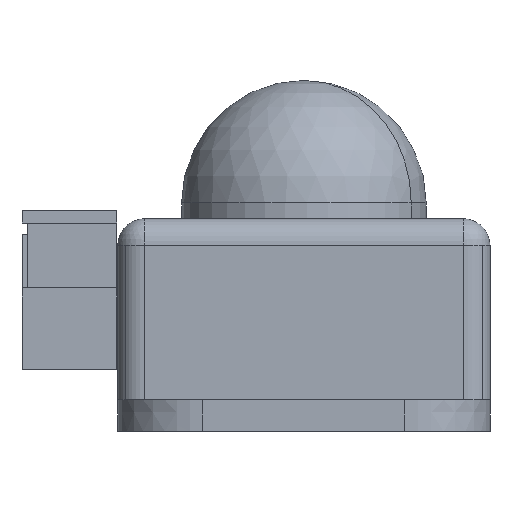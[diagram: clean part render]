
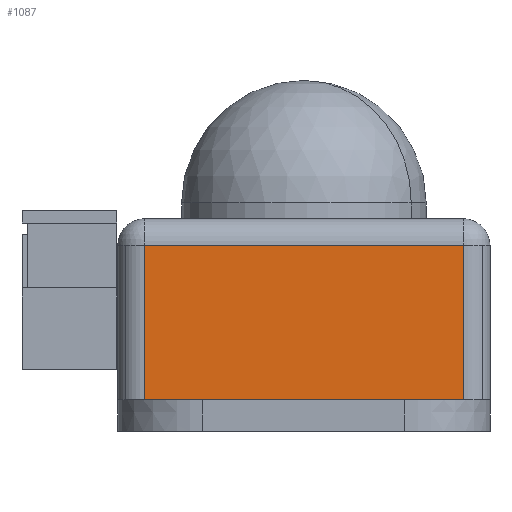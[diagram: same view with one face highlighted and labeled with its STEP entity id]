
A CAD part, left-side view. The second image highlights one B-rep face of the part: STEP entity #1087.
In plain terms, the highlighted planar face has unit normal (-1, 0, 0).
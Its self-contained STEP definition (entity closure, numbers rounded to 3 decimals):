
#1069=AXIS2_PLACEMENT_3D('Plane Axis2P3D',#1066,#1067,#1068) ;
#765=CARTESIAN_POINT('Vertex',(8.,2.5,3.)) ;
#768=CARTESIAN_POINT('Line Origine',(8.,17.5,3.)) ;
#772=CARTESIAN_POINT('Vertex',(8.,32.5,3.)) ;
#855=CARTESIAN_POINT('Vertex',(8.,32.5,17.5)) ;
#858=CARTESIAN_POINT('Line Origine',(8.,17.5,17.5)) ;
#862=CARTESIAN_POINT('Vertex',(8.,2.5,17.5)) ;
#1066=CARTESIAN_POINT('Axis2P3D Location',(8.,32.5,20.)) ;
#1071=CARTESIAN_POINT('Line Origine',(8.,32.5,10.25)) ;
#1076=CARTESIAN_POINT('Line Origine',(8.,2.5,10.25)) ;
#769=DIRECTION('Vector Direction',(0.,-1.,0.)) ;
#859=DIRECTION('Vector Direction',(0.,-1.,0.)) ;
#1067=DIRECTION('Axis2P3D Direction',(1.,0.,0.)) ;
#1068=DIRECTION('Axis2P3D XDirection',(0.,-1.,0.)) ;
#1072=DIRECTION('Vector Direction',(0.,0.,-1.)) ;
#1077=DIRECTION('Vector Direction',(0.,0.,-1.)) ;
#770=VECTOR('Line Direction',#769,1.) ;
#860=VECTOR('Line Direction',#859,1.) ;
#1073=VECTOR('Line Direction',#1072,1.) ;
#1078=VECTOR('Line Direction',#1077,1.) ;
#1082=ORIENTED_EDGE('',*,*,#864,.F.) ;
#1083=ORIENTED_EDGE('',*,*,#1075,.T.) ;
#1084=ORIENTED_EDGE('',*,*,#774,.T.) ;
#1085=ORIENTED_EDGE('',*,*,#1080,.F.) ;
#1087=ADVANCED_FACE('Hauptk\X2\00F6\X0\rper',(#1086),#1070,.F.) ;
#774=EDGE_CURVE('',#773,#766,#771,.T.) ;
#864=EDGE_CURVE('',#856,#863,#861,.T.) ;
#1075=EDGE_CURVE('',#856,#773,#1074,.T.) ;
#1080=EDGE_CURVE('',#863,#766,#1079,.T.) ;
#1081=EDGE_LOOP('',(#1082,#1083,#1084,#1085)) ;
#1086=FACE_OUTER_BOUND('',#1081,.T.) ;
#771=LINE('Line',#768,#770) ;
#861=LINE('Line',#858,#860) ;
#1074=LINE('Line',#1071,#1073) ;
#1079=LINE('Line',#1076,#1078) ;
#1070=PLANE('',#1069) ;
#766=VERTEX_POINT('',#765) ;
#773=VERTEX_POINT('',#772) ;
#856=VERTEX_POINT('',#855) ;
#863=VERTEX_POINT('',#862) ;
